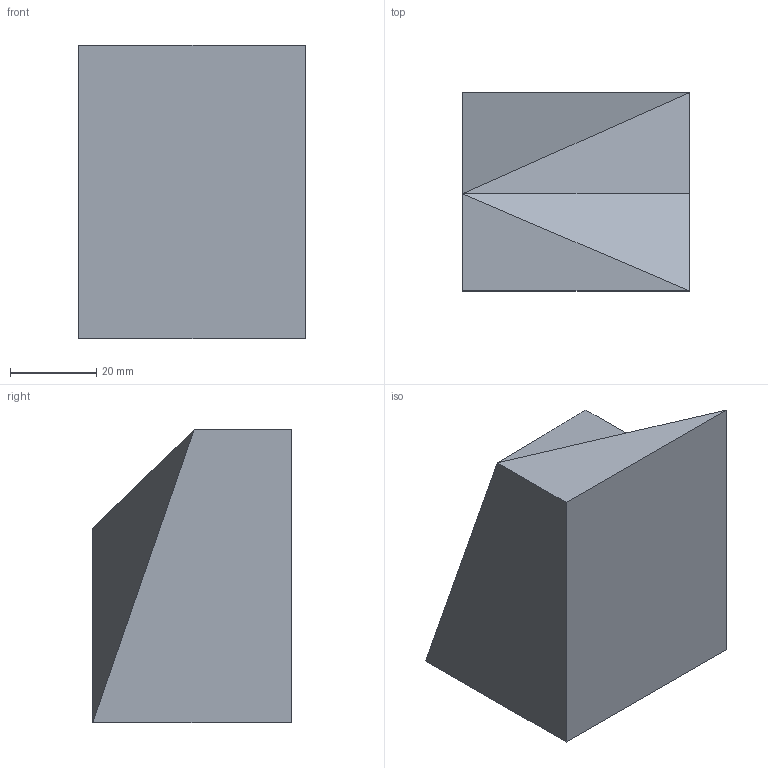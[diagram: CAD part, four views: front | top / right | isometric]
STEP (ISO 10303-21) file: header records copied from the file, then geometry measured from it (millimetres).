
FILE_DESCRIPTION (( 'STEP AP214' ), '1' );
FILE_NAME ('廓3D 翱蝗 29.STEP', '2019-01-27T03:35:15', ( '' ), ( '' ), 'SwSTEP 2.0', 'SolidWorks 2018', '' );
FILE_SCHEMA (( 'AUTOMOTIVE_DESIGN' ));
Length unit declared in the file: millimetre
Products named in the file (1): 廓3D 翱蝗 29
Bounding box: 52.5 x 46 x 68 mm (x, y, z)
Volume: 125108.8 mm3; surface area: 16413.9 mm2
Topology: 1 solids, 1 shells, 13 faces, 28 edges, 17 vertices
Faces by surface type: plane 13
Entity records: 376 total; most frequent: CARTESIAN_POINT 59, DIRECTION 56, ORIENTED_EDGE 56, VECTOR 28, EDGE_CURVE 28, LINE 28, VERTEX_POINT 17, AXIS2_PLACEMENT_3D 14
